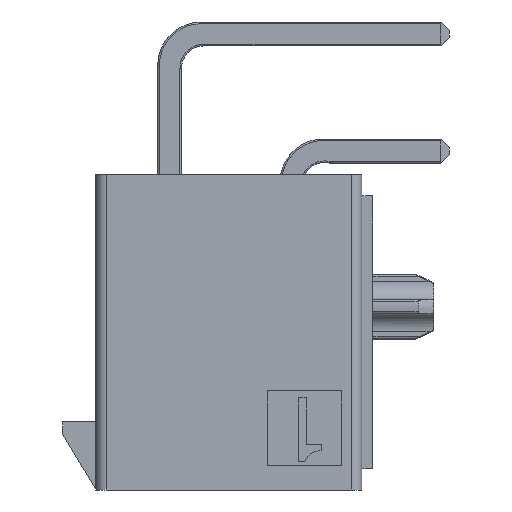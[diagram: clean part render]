
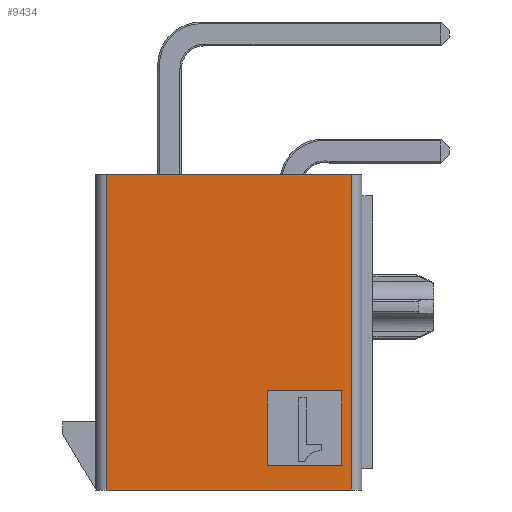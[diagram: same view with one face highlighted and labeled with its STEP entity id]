
A CAD part, left-side view. The second image highlights one B-rep face of the part: STEP entity #9434.
In plain terms, the highlighted planar face has unit normal (-1, 0, 0).
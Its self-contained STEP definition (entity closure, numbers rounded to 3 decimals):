
#221=DIRECTION('',(0.,-1.,0.));
#222=VECTOR('',#221,11.484);
#223=CARTESIAN_POINT('',(-39.796,9.568,12.823));
#224=LINE('',#223,#222);
#767=DIRECTION('',(0.,0.,1.));
#768=VECTOR('',#767,14.8);
#769=CARTESIAN_POINT('',(-39.796,9.568,-1.977));
#770=LINE('',#769,#768);
#775=DIRECTION('',(0.,-1.,0.));
#776=VECTOR('',#775,11.484);
#777=CARTESIAN_POINT('',(-39.796,9.568,-1.977));
#778=LINE('',#777,#776);
#779=DIRECTION('',(0.,0.,-1.));
#780=VECTOR('',#779,14.8);
#781=CARTESIAN_POINT('',(-39.796,-1.916,12.823));
#782=LINE('',#781,#780);
#787=DIRECTION('',(0.,0.,1.));
#788=VECTOR('',#787,3.5);
#789=CARTESIAN_POINT('',(-39.796,-1.474,
-0.827));
#790=LINE('',#789,#788);
#795=DIRECTION('',(0.,-1.,0.));
#796=VECTOR('',#795,3.5);
#797=CARTESIAN_POINT('',(-39.796,2.026,
-0.827));
#798=LINE('',#797,#796);
#803=DIRECTION('',(0.,0.,-1.));
#804=VECTOR('',#803,3.5);
#805=CARTESIAN_POINT('',(-39.796,2.026,2.673));
#806=LINE('',#805,#804);
#811=DIRECTION('',(0.,1.,0.));
#812=VECTOR('',#811,3.5);
#813=CARTESIAN_POINT('',(-39.796,-1.474,2.673));
#814=LINE('',#813,#812);
#6837=CARTESIAN_POINT('',(-39.796,2.026,2.673));
#6839=VERTEX_POINT('',#6837);
#6842=CARTESIAN_POINT('',(-39.796,2.026,
-0.827));
#6843=VERTEX_POINT('',#6842);
#7562=CARTESIAN_POINT('',(-39.796,9.568,
-1.977));
#7564=VERTEX_POINT('',#7562);
#7568=CARTESIAN_POINT('',(-39.796,9.568,12.823));
#7569=VERTEX_POINT('',#7568);
#8003=CARTESIAN_POINT('',(-39.796,-1.474,
-0.827));
#8004=VERTEX_POINT('',#8003);
#8172=CARTESIAN_POINT('',(-39.796,-1.474,
2.673));
#8173=VERTEX_POINT('',#8172);
#8174=CARTESIAN_POINT('',(-39.796,-1.916,
-1.977));
#8175=VERTEX_POINT('',#8174);
#8176=CARTESIAN_POINT('',(-39.796,-1.916,12.823));
#8177=VERTEX_POINT('',#8176);
#9412=CARTESIAN_POINT('',(-39.796,3.308,15.194));
#9413=DIRECTION('',(1.,0.,0.));
#9414=DIRECTION('',(0.,1.,0.));
#9415=AXIS2_PLACEMENT_3D('',#9412,#9413,#9414);
#9416=PLANE('',#9415);
#9418=ORIENTED_EDGE('',*,*,#9417,.T.);
#9419=ORIENTED_EDGE('',*,*,#9294,.F.);
#9420=ORIENTED_EDGE('',*,*,#9404,.T.);
#9421=ORIENTED_EDGE('',*,*,#8870,.T.);
#9422=EDGE_LOOP('',(#9418,#9419,#9420,#9421));
#9423=FACE_OUTER_BOUND('',#9422,.F.);
#9425=ORIENTED_EDGE('',*,*,#9424,.T.);
#9427=ORIENTED_EDGE('',*,*,#9426,.T.);
#9429=ORIENTED_EDGE('',*,*,#9428,.T.);
#9431=ORIENTED_EDGE('',*,*,#9430,.T.);
#9432=EDGE_LOOP('',(#9425,#9427,#9429,#9431));
#9433=FACE_BOUND('',#9432,.F.);
#9434=ADVANCED_FACE('',(#9423,#9433),#9416,.F.);
#8870=EDGE_CURVE('',#7569,#8177,#224,.T.);
#9294=EDGE_CURVE('',#7564,#8175,#778,.T.);
#9404=EDGE_CURVE('',#7564,#7569,#770,.T.);
#9417=EDGE_CURVE('',#8177,#8175,#782,.T.);
#9424=EDGE_CURVE('',#8004,#8173,#790,.T.);
#9426=EDGE_CURVE('',#8173,#6839,#814,.T.);
#9428=EDGE_CURVE('',#6839,#6843,#806,.T.);
#9430=EDGE_CURVE('',#6843,#8004,#798,.T.);
